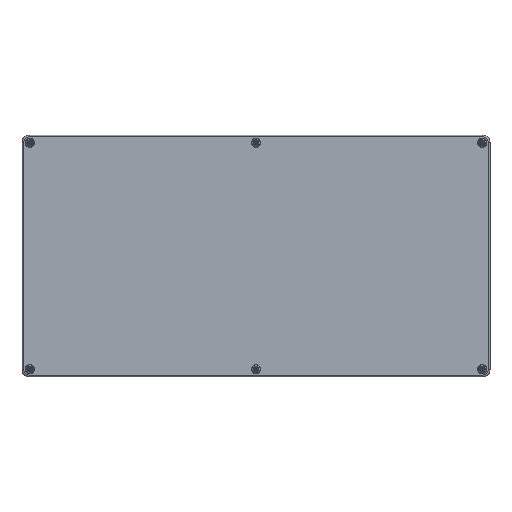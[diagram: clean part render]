
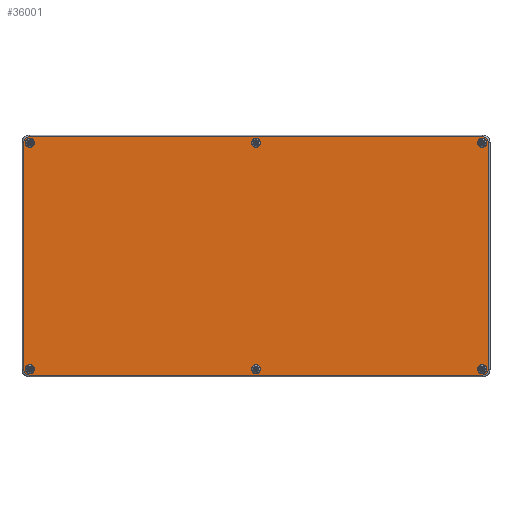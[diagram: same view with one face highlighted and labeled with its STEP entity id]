
A CAD part, top view. The second image highlights one B-rep face of the part: STEP entity #36001.
In plain terms, the highlighted planar face has unit normal (0, 0, 1).
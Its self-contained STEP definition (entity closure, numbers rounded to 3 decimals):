
#35856=CARTESIAN_POINT('',(5.9,145.,20.0));
#35857=VERTEX_POINT('',#35856);
#35858=CARTESIAN_POINT('',(0.,145.,20.0));
#35859=DIRECTION('',(0.0,0.0,1.0));
#35860=DIRECTION('',(-1.0,0.0,0.0));
#35861=AXIS2_PLACEMENT_3D('',#35858,#35859,#35860);
#35862=CIRCLE('',#35861,5.9);
#35863=EDGE_CURVE('',#35857,#35857,#35862,.T.);
#35868=CARTESIAN_POINT('',(0.,0.,20.0));
#35869=DIRECTION('',(0.0,0.0,1.0));
#35870=DIRECTION('',(1.0,0.0,0.0));
#35871=AXIS2_PLACEMENT_3D('',#35868,#35869,#35870);
#35872=PLANE('',#35871);
#35873=CARTESIAN_POINT('',(-291.,-152.686,20.0));
#35874=VERTEX_POINT('',#35873);
#35875=CARTESIAN_POINT('',(-297.686,-146.,20.0));
#35876=VERTEX_POINT('',#35875);
#35877=CARTESIAN_POINT('',(-291.,-146.,20.0));
#35878=DIRECTION('',(0.0,0.0,-1.0));
#35879=DIRECTION('',(-0.707,-0.707,0.0));
#35880=AXIS2_PLACEMENT_3D('',#35877,#35878,#35879);
#35881=CIRCLE('',#35880,6.686);
#35882=EDGE_CURVE('',#35874,#35876,#35881,.T.);
#35883=ORIENTED_EDGE('',*,*,#35882,.F.);
#35884=CARTESIAN_POINT('',(291.,-152.686,20.0));
#35885=VERTEX_POINT('',#35884);
#35886=CARTESIAN_POINT('',(291.,-152.686,20.0));
#35887=DIRECTION('',(-1.0,0.0,0.0));
#35888=VECTOR('',#35887,582.);
#35889=LINE('',#35886,#35888);
#35890=EDGE_CURVE('',#35885,#35874,#35889,.T.);
#35891=ORIENTED_EDGE('',*,*,#35890,.F.);
#35892=CARTESIAN_POINT('',(297.686,-146.,20.0));
#35893=VERTEX_POINT('',#35892);
#35894=CARTESIAN_POINT('',(291.,-146.,20.0));
#35895=DIRECTION('',(0.0,0.0,-1.0));
#35896=DIRECTION('',(0.707,-0.707,0.0));
#35897=AXIS2_PLACEMENT_3D('',#35894,#35895,#35896);
#35898=CIRCLE('',#35897,6.686);
#35899=EDGE_CURVE('',#35893,#35885,#35898,.T.);
#35900=ORIENTED_EDGE('',*,*,#35899,.F.);
#35901=CARTESIAN_POINT('',(297.686,146.,20.0));
#35902=VERTEX_POINT('',#35901);
#35903=CARTESIAN_POINT('',(297.686,146.,20.0));
#35904=DIRECTION('',(0.0,-1.0,0.0));
#35905=VECTOR('',#35904,292.);
#35906=LINE('',#35903,#35905);
#35907=EDGE_CURVE('',#35902,#35893,#35906,.T.);
#35908=ORIENTED_EDGE('',*,*,#35907,.F.);
#35909=CARTESIAN_POINT('',(291.,152.686,20.0));
#35910=VERTEX_POINT('',#35909);
#35911=CARTESIAN_POINT('',(291.,146.,20.0));
#35912=DIRECTION('',(0.0,0.0,-1.0));
#35913=DIRECTION('',(0.707,0.707,0.0));
#35914=AXIS2_PLACEMENT_3D('',#35911,#35912,#35913);
#35915=CIRCLE('',#35914,6.686);
#35916=EDGE_CURVE('',#35910,#35902,#35915,.T.);
#35917=ORIENTED_EDGE('',*,*,#35916,.F.);
#35918=CARTESIAN_POINT('',(-291.,152.686,20.0));
#35919=VERTEX_POINT('',#35918);
#35920=CARTESIAN_POINT('',(-291.,152.686,20.0));
#35921=DIRECTION('',(1.0,0.0,0.0));
#35922=VECTOR('',#35921,582.);
#35923=LINE('',#35920,#35922);
#35924=EDGE_CURVE('',#35919,#35910,#35923,.T.);
#35925=ORIENTED_EDGE('',*,*,#35924,.F.);
#35926=CARTESIAN_POINT('',(-297.686,146.,20.0));
#35927=VERTEX_POINT('',#35926);
#35928=CARTESIAN_POINT('',(-291.,146.,20.0));
#35929=DIRECTION('',(0.0,0.0,-1.0));
#35930=DIRECTION('',(-0.707,0.707,0.0));
#35931=AXIS2_PLACEMENT_3D('',#35928,#35929,#35930);
#35932=CIRCLE('',#35931,6.686);
#35933=EDGE_CURVE('',#35927,#35919,#35932,.T.);
#35934=ORIENTED_EDGE('',*,*,#35933,.F.);
#35935=CARTESIAN_POINT('',(-297.686,-146.,20.0));
#35936=DIRECTION('',(0.0,1.0,0.0));
#35937=VECTOR('',#35936,292.);
#35938=LINE('',#35935,#35937);
#35939=EDGE_CURVE('',#35876,#35927,#35938,.T.);
#35940=ORIENTED_EDGE('',*,*,#35939,.F.);
#35941=EDGE_LOOP('',(#35883,#35891,#35900,#35908,#35917,#35925,#35934,#35940));
#35942=FACE_OUTER_BOUND('',#35941,.T.);
#35943=CARTESIAN_POINT('',(-284.1,145.,20.0));
#35944=VERTEX_POINT('',#35943);
#35945=CARTESIAN_POINT('',(-290.,145.,20.0));
#35946=DIRECTION('',(0.0,0.0,1.0));
#35947=DIRECTION('',(-1.0,0.0,0.0));
#35948=AXIS2_PLACEMENT_3D('',#35945,#35946,#35947);
#35949=CIRCLE('',#35948,5.9);
#35950=EDGE_CURVE('',#35944,#35944,#35949,.T.);
#35951=ORIENTED_EDGE('',*,*,#35950,.F.);
#35952=EDGE_LOOP('',(#35951));
#35953=FACE_BOUND('',#35952,.T.);
#35954=CARTESIAN_POINT('',(5.9,-145.,20.0));
#35955=VERTEX_POINT('',#35954);
#35956=CARTESIAN_POINT('',(0.,-145.,20.0));
#35957=DIRECTION('',(0.0,0.0,1.0));
#35958=DIRECTION('',(-1.0,0.0,0.0));
#35959=AXIS2_PLACEMENT_3D('',#35956,#35957,#35958);
#35960=CIRCLE('',#35959,5.9);
#35961=EDGE_CURVE('',#35955,#35955,#35960,.T.);
#35962=ORIENTED_EDGE('',*,*,#35961,.F.);
#35963=EDGE_LOOP('',(#35962));
#35964=FACE_BOUND('',#35963,.T.);
#35965=CARTESIAN_POINT('',(295.9,145.,20.0));
#35966=VERTEX_POINT('',#35965);
#35967=CARTESIAN_POINT('',(290.,145.,20.0));
#35968=DIRECTION('',(0.0,0.0,1.0));
#35969=DIRECTION('',(-1.0,0.0,0.0));
#35970=AXIS2_PLACEMENT_3D('',#35967,#35968,#35969);
#35971=CIRCLE('',#35970,5.9);
#35972=EDGE_CURVE('',#35966,#35966,#35971,.T.);
#35973=ORIENTED_EDGE('',*,*,#35972,.F.);
#35974=EDGE_LOOP('',(#35973));
#35975=FACE_BOUND('',#35974,.T.);
#35976=CARTESIAN_POINT('',(295.9,-145.,20.0));
#35977=VERTEX_POINT('',#35976);
#35978=CARTESIAN_POINT('',(290.,-145.,20.0));
#35979=DIRECTION('',(0.0,0.0,1.0));
#35980=DIRECTION('',(-1.0,0.0,0.0));
#35981=AXIS2_PLACEMENT_3D('',#35978,#35979,#35980);
#35982=CIRCLE('',#35981,5.9);
#35983=EDGE_CURVE('',#35977,#35977,#35982,.T.);
#35984=ORIENTED_EDGE('',*,*,#35983,.F.);
#35985=EDGE_LOOP('',(#35984));
#35986=FACE_BOUND('',#35985,.T.);
#35987=CARTESIAN_POINT('',(-284.1,-145.,20.0));
#35988=VERTEX_POINT('',#35987);
#35989=CARTESIAN_POINT('',(-290.,-145.,20.0));
#35990=DIRECTION('',(0.0,0.0,1.0));
#35991=DIRECTION('',(-1.0,0.0,0.0));
#35992=AXIS2_PLACEMENT_3D('',#35989,#35990,#35991);
#35993=CIRCLE('',#35992,5.9);
#35994=EDGE_CURVE('',#35988,#35988,#35993,.T.);
#35995=ORIENTED_EDGE('',*,*,#35994,.F.);
#35996=EDGE_LOOP('',(#35995));
#35997=FACE_BOUND('',#35996,.T.);
#35998=ORIENTED_EDGE('',*,*,#35863,.F.);
#35999=EDGE_LOOP('',(#35998));
#36000=FACE_BOUND('',#35999,.T.);
#36001=ADVANCED_FACE('',(#35942,#35953,#35964,#35975,#35986,#35997,#36000),#35872,.T.);
